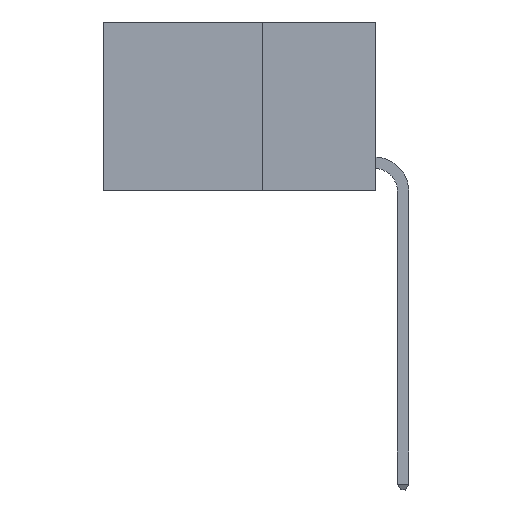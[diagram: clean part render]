
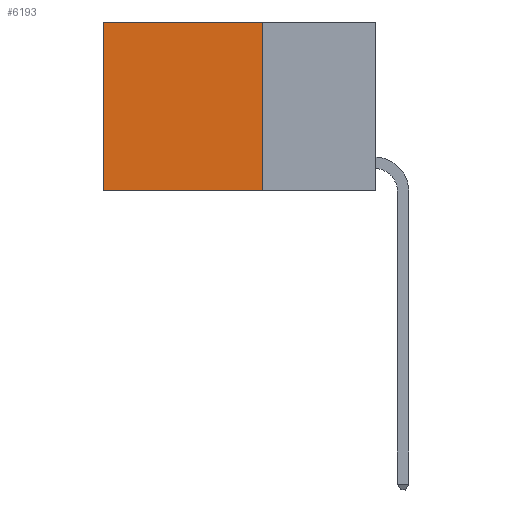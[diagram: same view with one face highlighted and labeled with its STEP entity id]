
A CAD part, left-side view. The second image highlights one B-rep face of the part: STEP entity #6193.
In plain terms, the highlighted planar face has unit normal (-1, 0, 0).
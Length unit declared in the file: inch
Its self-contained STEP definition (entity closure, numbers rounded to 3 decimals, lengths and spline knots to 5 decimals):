
#153 = VERTEX_POINT ( 'NONE', #11861 ) ;
#432 = EDGE_CURVE ( 'NONE', #17525, #20077, #3662, .T. ) ;
#621 = CARTESIAN_POINT ( 'NONE',  ( 0.2625, 0.6, 0. ) ) ;
#1018 = DIRECTION ( 'NONE',  ( 1., 0., 0. ) ) ;
#1109 = CARTESIAN_POINT ( 'NONE',  ( 0.2625, 0.25, -0.37 ) ) ;
#2569 = FACE_OUTER_BOUND ( 'NONE', #9651, .T. ) ;
#2873 = CARTESIAN_POINT ( 'NONE',  ( 0.2625, 0.25, 0. ) ) ;
#3662 = LINE ( 'NONE', #19253, #9870 ) ;
#4158 = ORIENTED_EDGE ( 'NONE', *, *, #4597, .F. ) ;
#4597 = EDGE_CURVE ( 'NONE', #8025, #153, #12618, .T. ) ;
#4797 = VECTOR ( 'NONE', #17106, 39.37008 ) ;
#5181 = EDGE_CURVE ( 'NONE', #20077, #153, #9923, .T. ) ;
#5182 = DIRECTION ( 'NONE',  ( 0., 1., 0. ) ) ;
#5332 = DIRECTION ( 'NONE',  ( 0., 0., -1. ) ) ;
#6193 = ADVANCED_FACE ( 'NONE', ( #2569 ), #8776, .F. ) ;
#6289 = EDGE_CURVE ( 'NONE', #17525, #8025, #15253, .T. ) ;
#6944 = DIRECTION ( 'NONE',  ( 0., 0., -1. ) ) ;
#8025 = VERTEX_POINT ( 'NONE', #1109 ) ;
#8776 = PLANE ( 'NONE',  #16920 ) ;
#9510 = VECTOR ( 'NONE', #18898, 39.37008 ) ;
#9651 = EDGE_LOOP ( 'NONE', ( #16517, #4158, #14980, #18988 ) ) ;
#9870 = VECTOR ( 'NONE', #5182, 39.37008 ) ;
#9923 = LINE ( 'NONE', #621, #17261 ) ;
#11861 = CARTESIAN_POINT ( 'NONE',  ( 0.2625, 0.6, -0.37 ) ) ;
#12618 = LINE ( 'NONE', #15693, #9510 ) ;
#13816 = CARTESIAN_POINT ( 'NONE',  ( 0.2625, 0.6, 0. ) ) ;
#14980 = ORIENTED_EDGE ( 'NONE', *, *, #6289, .F. ) ;
#15041 = CARTESIAN_POINT ( 'NONE',  ( 0.2625, 0.25, 0. ) ) ;
#15253 = LINE ( 'NONE', #2873, #4797 ) ;
#15693 = CARTESIAN_POINT ( 'NONE',  ( 0.2625, 0.25, -0.37 ) ) ;
#16517 = ORIENTED_EDGE ( 'NONE', *, *, #5181, .T. ) ;
#16920 = AXIS2_PLACEMENT_3D ( 'NONE', #15041, #1018, #5332 ) ;
#17106 = DIRECTION ( 'NONE',  ( 0., 0., -1. ) ) ;
#17261 = VECTOR ( 'NONE', #6944, 39.37008 ) ;
#17525 = VERTEX_POINT ( 'NONE', #20119 ) ;
#18898 = DIRECTION ( 'NONE',  ( 0., 1., 0. ) ) ;
#18988 = ORIENTED_EDGE ( 'NONE', *, *, #432, .T. ) ;
#19253 = CARTESIAN_POINT ( 'NONE',  ( 0.2625, 0.25, 0. ) ) ;
#20077 = VERTEX_POINT ( 'NONE', #13816 ) ;
#20119 = CARTESIAN_POINT ( 'NONE',  ( 0.2625, 0.25, 0. ) ) ;
